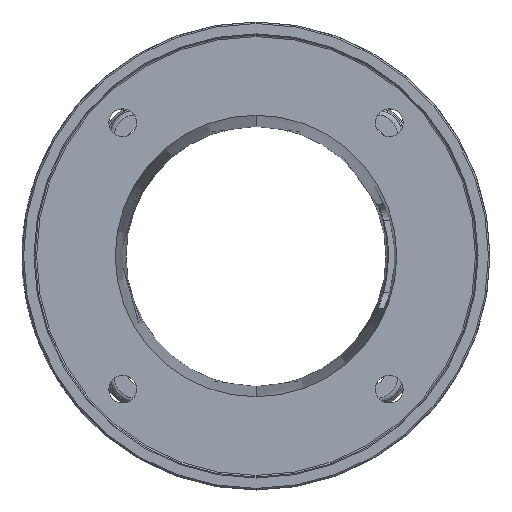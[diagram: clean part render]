
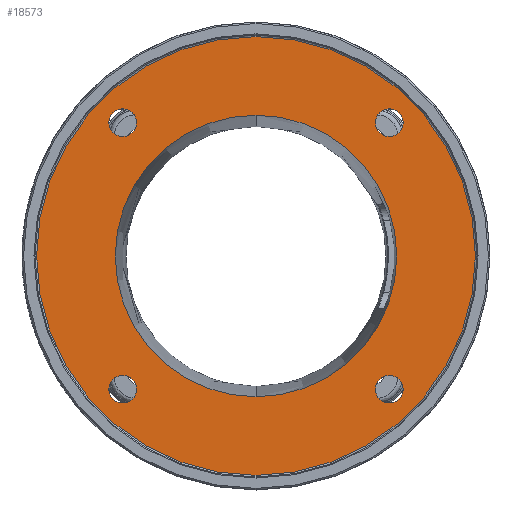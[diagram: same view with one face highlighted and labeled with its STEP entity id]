
A CAD part, top view. The second image highlights one B-rep face of the part: STEP entity #18573.
In plain terms, the highlighted planar face has unit normal (0, 0, 1).
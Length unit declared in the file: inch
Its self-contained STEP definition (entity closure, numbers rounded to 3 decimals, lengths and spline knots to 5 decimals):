
#557=CARTESIAN_POINT('',(0.,0.,-0.2075));
#558=DIRECTION('',(0.,0.,1.));
#559=DIRECTION('',(0.,1.,0.));
#560=AXIS2_PLACEMENT_3D('',#557,#558,#559);
#721=CARTESIAN_POINT('',(0.,0.,-0.2075));
#722=DIRECTION('',(0.,0.,1.));
#723=DIRECTION('',(0.,-1.,0.));
#724=AXIS2_PLACEMENT_3D('',#721,#722,#723);
#3862=CARTESIAN_POINT('',(0.,0.,-0.2075));
#3863=DIRECTION('',(0.,0.,-1.));
#3864=DIRECTION('',(0.,1.,0.));
#3865=AXIS2_PLACEMENT_3D('',#3862,#3863,#3864);
#3867=CARTESIAN_POINT('',(0.,0.,-0.2075));
#3868=DIRECTION('',(0.,0.,1.));
#3869=DIRECTION('',(0.,1.,0.));
#3870=AXIS2_PLACEMENT_3D('',#3867,#3868,#3869);
#3918=CARTESIAN_POINT('',(-2.56326,2.56326,-0.2075));
#3919=DIRECTION('',(0.,0.,-1.));
#3920=DIRECTION('',(-0.707,0.707,0.));
#3921=AXIS2_PLACEMENT_3D('',#3918,#3919,#3920);
#3928=CARTESIAN_POINT('',(-2.56326,2.56326,-0.2075));
#3929=DIRECTION('',(0.,0.,-1.));
#3930=DIRECTION('',(0.707,-0.707,0.));
#3931=AXIS2_PLACEMENT_3D('',#3928,#3929,#3930);
#3954=CARTESIAN_POINT('',(-2.56326,-2.56326,-0.2075));
#3955=DIRECTION('',(0.,0.,-1.));
#3956=DIRECTION('',(-0.707,-0.707,0.));
#3957=AXIS2_PLACEMENT_3D('',#3954,#3955,#3956);
#3964=CARTESIAN_POINT('',(-2.56326,-2.56326,-0.2075));
#3965=DIRECTION('',(0.,0.,-1.));
#3966=DIRECTION('',(0.707,0.707,0.));
#3967=AXIS2_PLACEMENT_3D('',#3964,#3965,#3966);
#3990=CARTESIAN_POINT('',(2.56326,-2.56326,-0.2075));
#3991=DIRECTION('',(0.,0.,-1.));
#3992=DIRECTION('',(0.707,-0.707,0.));
#3993=AXIS2_PLACEMENT_3D('',#3990,#3991,#3992);
#4000=CARTESIAN_POINT('',(2.56326,-2.56326,-0.2075));
#4001=DIRECTION('',(0.,0.,-1.));
#4002=DIRECTION('',(-0.707,0.707,0.));
#4003=AXIS2_PLACEMENT_3D('',#4000,#4001,#4002);
#4026=CARTESIAN_POINT('',(2.56326,2.56326,-0.2075));
#4027=DIRECTION('',(0.,0.,-1.));
#4028=DIRECTION('',(0.707,0.707,0.));
#4029=AXIS2_PLACEMENT_3D('',#4026,#4027,#4028);
#4036=CARTESIAN_POINT('',(2.56326,2.56326,-0.2075));
#4037=DIRECTION('',(0.,0.,-1.));
#4038=DIRECTION('',(-0.707,-0.707,0.));
#4039=AXIS2_PLACEMENT_3D('',#4036,#4037,#4038);
#10615=CARTESIAN_POINT('',(0.,4.22,-0.2075));
#10617=VERTEX_POINT('',#10615);
#10621=CARTESIAN_POINT('',(0.,-4.22,-0.2075));
#10623=VERTEX_POINT('',#10621);
#10627=CARTESIAN_POINT('',(0.,2.70736,-0.2075));
#10628=CARTESIAN_POINT('',(0.,-2.70736,-0.2075));
#10629=VERTEX_POINT('',#10627);
#10630=VERTEX_POINT('',#10628);
#10635=CARTESIAN_POINT('',(-2.75065,2.75065,-0.2075));
#10636=CARTESIAN_POINT('',(-2.37588,2.37588,-0.2075));
#10637=VERTEX_POINT('',#10635);
#10638=VERTEX_POINT('',#10636);
#10639=CARTESIAN_POINT('',(-2.75065,-2.75065,-0.2075));
#10640=CARTESIAN_POINT('',(-2.37588,-2.37588,-0.2075));
#10641=VERTEX_POINT('',#10639);
#10642=VERTEX_POINT('',#10640);
#10643=CARTESIAN_POINT('',(2.75065,-2.75065,-0.2075));
#10644=CARTESIAN_POINT('',(2.37588,-2.37588,-0.2075));
#10645=VERTEX_POINT('',#10643);
#10646=VERTEX_POINT('',#10644);
#10647=CARTESIAN_POINT('',(2.75065,2.75065,-0.2075));
#10648=CARTESIAN_POINT('',(2.37588,2.37588,-0.2075));
#10649=VERTEX_POINT('',#10647);
#10650=VERTEX_POINT('',#10648);
#18534=CARTESIAN_POINT('',(0.,0.,-0.2075));
#18535=DIRECTION('',(0.,0.,1.));
#18536=DIRECTION('',(0.,1.,0.));
#18537=AXIS2_PLACEMENT_3D('',#18534,#18535,#18536);
#18538=PLANE('',#18537);
#18540=ORIENTED_EDGE('',*,*,#18539,.T.);
#18542=ORIENTED_EDGE('',*,*,#18541,.F.);
#18543=EDGE_LOOP('',(#18540,#18542));
#18544=FACE_OUTER_BOUND('',#18543,.F.);
#18545=ORIENTED_EDGE('',*,*,#11529,.T.);
#18546=ORIENTED_EDGE('',*,*,#11805,.T.);
#18547=EDGE_LOOP('',(#18545,#18546));
#18548=FACE_BOUND('',#18547,.F.);
#18550=ORIENTED_EDGE('',*,*,#18549,.F.);
#18552=ORIENTED_EDGE('',*,*,#18551,.F.);
#18553=EDGE_LOOP('',(#18550,#18552));
#18554=FACE_BOUND('',#18553,.F.);
#18556=ORIENTED_EDGE('',*,*,#18555,.F.);
#18558=ORIENTED_EDGE('',*,*,#18557,.F.);
#18559=EDGE_LOOP('',(#18556,#18558));
#18560=FACE_BOUND('',#18559,.F.);
#18562=ORIENTED_EDGE('',*,*,#18561,.F.);
#18564=ORIENTED_EDGE('',*,*,#18563,.F.);
#18565=EDGE_LOOP('',(#18562,#18564));
#18566=FACE_BOUND('',#18565,.F.);
#18568=ORIENTED_EDGE('',*,*,#18567,.F.);
#18570=ORIENTED_EDGE('',*,*,#18569,.F.);
#18571=EDGE_LOOP('',(#18568,#18570));
#18572=FACE_BOUND('',#18571,.F.);
#18573=ADVANCED_FACE('',(#18544,#18548,#18554,#18560,#18566,#18572),#18538,.T.);
#561=CIRCLE('',#560,2.70736);
#725=CIRCLE('',#724,2.70736);
#3866=CIRCLE('',#3865,4.22);
#3871=CIRCLE('',#3870,4.22);
#3922=CIRCLE('',#3921,0.265);
#3932=CIRCLE('',#3931,0.265);
#3958=CIRCLE('',#3957,0.265);
#3968=CIRCLE('',#3967,0.265);
#3994=CIRCLE('',#3993,0.265);
#4004=CIRCLE('',#4003,0.265);
#4030=CIRCLE('',#4029,0.265);
#4040=CIRCLE('',#4039,0.265);
#11529=EDGE_CURVE('',#10629,#10630,#561,.T.);
#11805=EDGE_CURVE('',#10630,#10629,#725,.T.);
#18539=EDGE_CURVE('',#10617,#10623,#3866,.T.);
#18541=EDGE_CURVE('',#10617,#10623,#3871,.T.);
#18549=EDGE_CURVE('',#10637,#10638,#3922,.T.);
#18551=EDGE_CURVE('',#10638,#10637,#3932,.T.);
#18555=EDGE_CURVE('',#10641,#10642,#3958,.T.);
#18557=EDGE_CURVE('',#10642,#10641,#3968,.T.);
#18561=EDGE_CURVE('',#10645,#10646,#3994,.T.);
#18563=EDGE_CURVE('',#10646,#10645,#4004,.T.);
#18567=EDGE_CURVE('',#10649,#10650,#4030,.T.);
#18569=EDGE_CURVE('',#10650,#10649,#4040,.T.);
